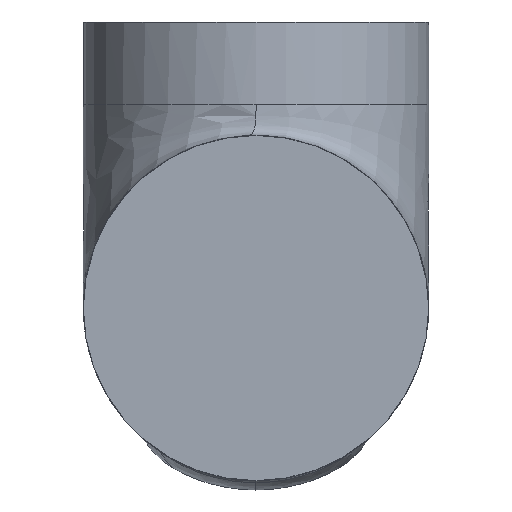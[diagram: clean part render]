
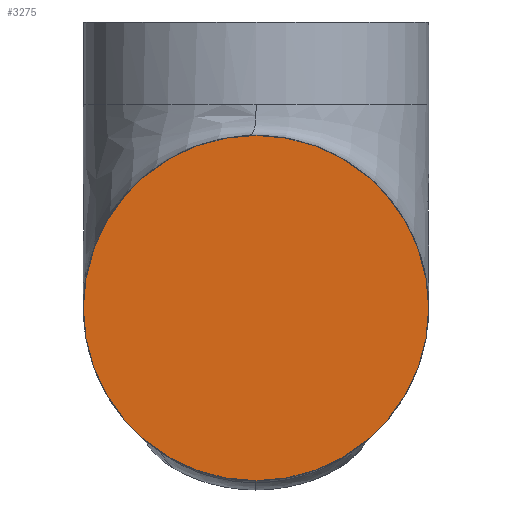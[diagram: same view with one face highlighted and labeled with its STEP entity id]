
A CAD part, top view. The second image highlights one B-rep face of the part: STEP entity #3275.
In plain terms, the highlighted planar face has unit normal (0, 0, 1).
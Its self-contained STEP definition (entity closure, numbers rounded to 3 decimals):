
#311 = DIRECTION ( 'NONE',  ( 1., 0., 0. ) ) ;
#480 = VERTEX_POINT ( 'NONE', #1938 ) ;
#1253 = PLANE ( 'NONE',  #3448 ) ;
#1938 = CARTESIAN_POINT ( 'NONE',  ( -50., 0., 76.4 ) ) ;
#2865 = EDGE_CURVE ( 'NONE', #480, #9087, #8294, .T. ) ;
#3074 = DIRECTION ( 'NONE',  ( 0., 0., -1. ) ) ;
#3275 = ADVANCED_FACE ( 'NONE', ( #4899 ), #1253, .F. ) ;
#3448 = AXIS2_PLACEMENT_3D ( 'NONE', #5014, #3074, #8596 ) ;
#3479 = ORIENTED_EDGE ( 'NONE', *, *, #4349, .F. ) ;
#4349 = EDGE_CURVE ( 'NONE', #9087, #480, #8866, .T. ) ;
#4371 = DIRECTION ( 'NONE',  ( 0., 0., -1. ) ) ;
#4899 = FACE_OUTER_BOUND ( 'NONE', #6948, .T. ) ;
#4919 = ORIENTED_EDGE ( 'NONE', *, *, #2865, .F. ) ;
#4924 = CARTESIAN_POINT ( 'NONE',  ( 0., 0., 76.4 ) ) ;
#5014 = CARTESIAN_POINT ( 'NONE',  ( 0., -50., 76.4 ) ) ;
#5281 = CARTESIAN_POINT ( 'NONE',  ( 0., 0., 76.4 ) ) ;
#6188 = DIRECTION ( 'NONE',  ( 1., 0., 0. ) ) ;
#6747 = DIRECTION ( 'NONE',  ( 0., 0., -1. ) ) ;
#6948 = EDGE_LOOP ( 'NONE', ( #3479, #4919 ) ) ;
#8294 = CIRCLE ( 'NONE', #11571, 50. ) ;
#8596 = DIRECTION ( 'NONE',  ( -1., 0., 0. ) ) ;
#8866 = CIRCLE ( 'NONE', #11381, 50. ) ;
#9087 = VERTEX_POINT ( 'NONE', #11151 ) ;
#11151 = CARTESIAN_POINT ( 'NONE',  ( 50., 0., 76.4 ) ) ;
#11381 = AXIS2_PLACEMENT_3D ( 'NONE', #4924, #6747, #311 ) ;
#11571 = AXIS2_PLACEMENT_3D ( 'NONE', #5281, #4371, #6188 ) ;
